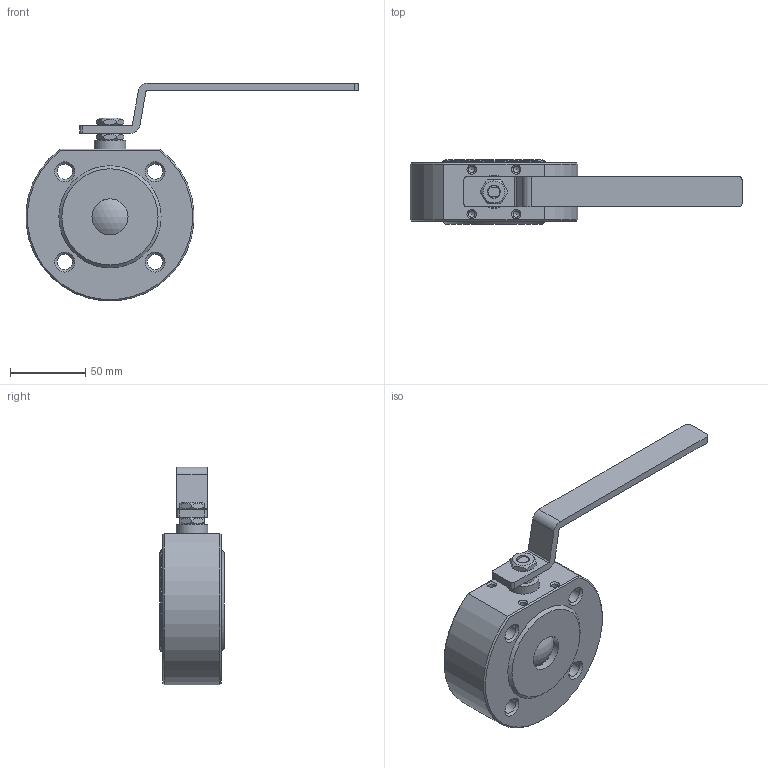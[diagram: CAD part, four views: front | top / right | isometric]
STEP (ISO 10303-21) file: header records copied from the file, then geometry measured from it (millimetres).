
FILE_DESCRIPTION( ( 'STEP AP214' ), '1' );
FILE_NAME( ' ', ' ', ( ' ' ), ( ' ' ), 'PSStep 13.0', 'VISI 18.0', ' ' );
FILE_SCHEMA( ( 'AUTOMOTIVE_DESIGN { 1 0 10303 214 1 1 1 1 }' ) );
Length unit declared in the file: millimetre
Products named in the file (1): 1
Bounding box: 220.86 x 43 x 144.69 mm (x, y, z)
Volume: 386246.3 mm3; surface area: 50138.1 mm2
Topology: 1 solids, 2 shells, 108 faces, 276 edges, 176 vertices
Faces by surface type: plane 49, cone 30, cylinder 27, sphere 2
Full cylindrical faces by diameter (mm): 4.2 x4, 8.5 x1, 10.25 x4, 21 x1, 24 x2, 56 x1, 68 x1
Entity records: 4241 total; most frequent: CARTESIAN_POINT 983, DIRECTION 488, ORIENTED_EDGE 436, EDGE_CURVE 218, AXIS2_PLACEMENT_3D 195, EDGE_LOOP 166, VERTEX_POINT 162, FACE_OUTER_BOUND 122
